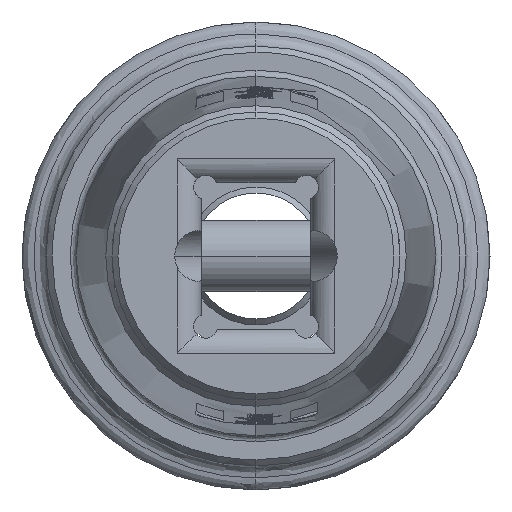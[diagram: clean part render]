
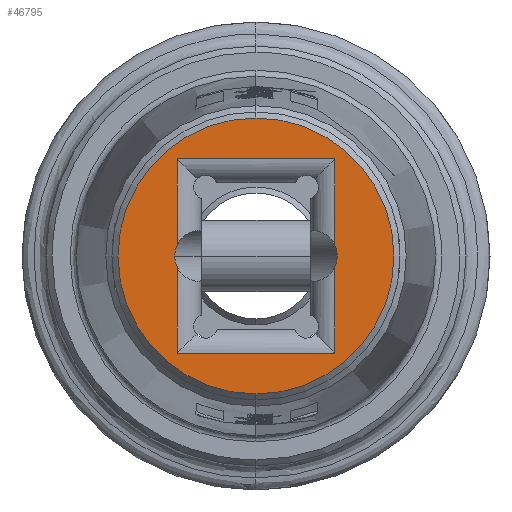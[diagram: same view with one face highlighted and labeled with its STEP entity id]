
A CAD part, front view. The second image highlights one B-rep face of the part: STEP entity #46795.
In plain terms, the highlighted planar face has unit normal (0, -1, 0).
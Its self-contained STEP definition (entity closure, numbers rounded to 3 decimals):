
#2 = CARTESIAN_POINT ( 'NONE',  ( 45.743, -31.311, -0.901 ) ) ;
#76 =( BOUNDED_CURVE ( )  B_SPLINE_CURVE ( 3, ( #25620, #51563, #43075, #17106 ),
 .UNSPECIFIED., .F., .T. ) 
 B_SPLINE_CURVE_WITH_KNOTS ( ( 4, 4 ),
 ( 2.773, 3.142 ),
 .UNSPECIFIED. ) 
 CURVE ( )  GEOMETRIC_REPRESENTATION_ITEM ( )  RATIONAL_B_SPLINE_CURVE ( ( 1., 0.989, 0.989, 1. ) ) 
 REPRESENTATION_ITEM ( '' )  );
#1781 = VERTEX_POINT ( 'NONE', #6537 ) ;
#2780 = EDGE_CURVE ( 'NONE', #9399, #19516, #19109, .T. ) ;
#2830 = EDGE_CURVE ( 'NONE', #19516, #9399, #7588, .T. ) ;
#2922 = ORIENTED_EDGE ( 'NONE', *, *, #18266, .F. ) ;
#3007 = VERTEX_POINT ( 'NONE', #52505 ) ;
#3817 = DIRECTION ( 'NONE',  ( 0., -1., 0. ) ) ;
#3826 = CARTESIAN_POINT ( 'NONE',  ( 45.743, -31.311, 0.901 ) ) ;
#4098 = LINE ( 'NONE', #30211, #14261 ) ;
#4264 = DIRECTION ( 'NONE',  ( -1., 0., 0. ) ) ;
#4375 = CARTESIAN_POINT ( 'NONE',  ( 39.168, -31.311, 0. ) ) ;
#4411 = DIRECTION ( 'NONE',  ( 0., 0., 1. ) ) ;
#4552 = VERTEX_POINT ( 'NONE', #34365 ) ;
#5992 = FACE_OUTER_BOUND ( 'NONE', #54486, .T. ) ;
#6537 = CARTESIAN_POINT ( 'NONE',  ( 45.743, -31.311, 0.901 ) ) ;
#6838 = DIRECTION ( 'NONE',  ( 0., 0., -1. ) ) ;
#7588 = CIRCLE ( 'NONE', #43054, 11.5 ) ;
#9399 = VERTEX_POINT ( 'NONE', #16262 ) ;
#10004 = CARTESIAN_POINT ( 'NONE',  ( 39.168, -31.311, 0. ) ) ;
#10112 = ORIENTED_EDGE ( 'NONE', *, *, #2830, .T. ) ;
#10300 = CARTESIAN_POINT ( 'NONE',  ( 43.743, -31.311, 8.09 ) ) ;
#11049 = LINE ( 'NONE', #16760, #44300 ) ;
#12216 = LINE ( 'NONE', #34721, #45429 ) ;
#13064 = VERTEX_POINT ( 'NONE', #26399 ) ;
#13459 = LINE ( 'NONE', #47903, #48029 ) ;
#14037 = VERTEX_POINT ( 'NONE', #49466 ) ;
#14261 = VECTOR ( 'NONE', #4264, 1000. ) ;
#14400 = DIRECTION ( 'NONE',  ( 0., 0., 1. ) ) ;
#14709 = DIRECTION ( 'NONE',  ( 1., 0., 0. ) ) ;
#15534 = CARTESIAN_POINT ( 'NONE',  ( 32.399, -31.311, 0. ) ) ;
#16262 = CARTESIAN_POINT ( 'NONE',  ( 39.168, -31.311, -11.5 ) ) ;
#16760 = CARTESIAN_POINT ( 'NONE',  ( 45.743, -31.311, -8.09 ) ) ;
#17106 = CARTESIAN_POINT ( 'NONE',  ( 32.399, -31.311, 0. ) ) ;
#17384 = ORIENTED_EDGE ( 'NONE', *, *, #52727, .T. ) ;
#17520 = ORIENTED_EDGE ( 'NONE', *, *, #36185, .T. ) ;
#17556 = FACE_BOUND ( 'NONE', #33002, .T. ) ;
#18266 = EDGE_CURVE ( 'NONE', #3007, #4552, #25282, .T. ) ;
#18922 = VECTOR ( 'NONE', #14709, 1000. ) ;
#19109 = CIRCLE ( 'NONE', #37240, 11.5 ) ;
#19137 = CARTESIAN_POINT ( 'NONE',  ( 32.399, -31.311, -0.309 ) ) ;
#19516 = VERTEX_POINT ( 'NONE', #54187 ) ;
#21421 = EDGE_CURVE ( 'NONE', #13064, #14037, #30415, .T. ) ;
#21572 = CARTESIAN_POINT ( 'NONE',  ( 32.593, -31.311, 0.901 ) ) ;
#21911 =( BOUNDED_CURVE ( )  B_SPLINE_CURVE ( 3, ( #25413, #51361, #29747, #3826 ),
 .UNSPECIFIED., .F., .F. ) 
 B_SPLINE_CURVE_WITH_KNOTS ( ( 4, 4 ),
 ( 2.773, 3.51 ),
 .UNSPECIFIED. ) 
 CURVE ( )  GEOMETRIC_REPRESENTATION_ITEM ( )  RATIONAL_B_SPLINE_CURVE ( ( 1., 0.955, 0.955, 1. ) ) 
 REPRESENTATION_ITEM ( '' )  );
#22143 = CARTESIAN_POINT ( 'NONE',  ( 32.593, -31.311, -8.09 ) ) ;
#22291 = CARTESIAN_POINT ( 'NONE',  ( 45.743, -31.311, -8.09 ) ) ;
#24232 = CARTESIAN_POINT ( 'NONE',  ( 32.593, -31.311, -0.901 ) ) ;
#24473 = EDGE_CURVE ( 'NONE', #28987, #39166, #11049, .T. ) ;
#25282 =( BOUNDED_CURVE ( )  B_SPLINE_CURVE ( 3, ( #15534, #19137, #50144, #24232 ),
 .UNSPECIFIED., .F., .F. ) 
 B_SPLINE_CURVE_WITH_KNOTS ( ( 4, 4 ),
 ( 3.142, 3.51 ),
 .UNSPECIFIED. ) 
 CURVE ( )  GEOMETRIC_REPRESENTATION_ITEM ( )  RATIONAL_B_SPLINE_CURVE ( ( 1., 0.989, 0.989, 1. ) ) 
 REPRESENTATION_ITEM ( '' )  );
#25413 = CARTESIAN_POINT ( 'NONE',  ( 45.743, -31.311, -0.901 ) ) ;
#25620 = CARTESIAN_POINT ( 'NONE',  ( 32.593, -31.311, 0.901 ) ) ;
#26270 = VERTEX_POINT ( 'NONE', #21572 ) ;
#26399 = CARTESIAN_POINT ( 'NONE',  ( 32.593, -31.311, 8.09 ) ) ;
#26961 = LINE ( 'NONE', #37181, #49974 ) ;
#28161 = DIRECTION ( 'NONE',  ( 0., -1., 0. ) ) ;
#28987 = VERTEX_POINT ( 'NONE', #2 ) ;
#29550 = CARTESIAN_POINT ( 'NONE',  ( 39.168, -31.311, 0. ) ) ;
#29747 = CARTESIAN_POINT ( 'NONE',  ( 46.005, -31.311, 0.314 ) ) ;
#30041 = AXIS2_PLACEMENT_3D ( 'NONE', #10004, #40367, #14400 ) ;
#30211 = CARTESIAN_POINT ( 'NONE',  ( 34.593, -31.311, -8.09 ) ) ;
#30415 = LINE ( 'NONE', #10300, #18922 ) ;
#32199 = VERTEX_POINT ( 'NONE', #22143 ) ;
#33002 = EDGE_LOOP ( 'NONE', ( #34275, #55136, #17520, #40401, #2922, #47218, #17384, #45124, #40050 ) ) ;
#34275 = ORIENTED_EDGE ( 'NONE', *, *, #34686, .F. ) ;
#34365 = CARTESIAN_POINT ( 'NONE',  ( 32.593, -31.311, -0.901 ) ) ;
#34517 = DIRECTION ( 'NONE',  ( 0., 0., 1. ) ) ;
#34686 = EDGE_CURVE ( 'NONE', #28987, #1781, #21911, .T. ) ;
#34721 = CARTESIAN_POINT ( 'NONE',  ( 32.593, -31.311, 8.09 ) ) ;
#36185 = EDGE_CURVE ( 'NONE', #39166, #32199, #4098, .T. ) ;
#37181 = CARTESIAN_POINT ( 'NONE',  ( 45.743, -31.311, 2.427 ) ) ;
#37240 = AXIS2_PLACEMENT_3D ( 'NONE', #29550, #3817, #34517 ) ;
#37735 = EDGE_CURVE ( 'NONE', #14037, #1781, #26961, .T. ) ;
#39166 = VERTEX_POINT ( 'NONE', #22291 ) ;
#40050 = ORIENTED_EDGE ( 'NONE', *, *, #37735, .T. ) ;
#40367 = DIRECTION ( 'NONE',  ( 0., -1., 0. ) ) ;
#40401 = ORIENTED_EDGE ( 'NONE', *, *, #55938, .T. ) ;
#42721 = DIRECTION ( 'NONE',  ( 0., 0., -1. ) ) ;
#43054 = AXIS2_PLACEMENT_3D ( 'NONE', #4375, #28161, #50961 ) ;
#43075 = CARTESIAN_POINT ( 'NONE',  ( 32.399, -31.311, 0.309 ) ) ;
#44300 = VECTOR ( 'NONE', #42721, 1000. ) ;
#45124 = ORIENTED_EDGE ( 'NONE', *, *, #21421, .T. ) ;
#45429 = VECTOR ( 'NONE', #4411, 1000. ) ;
#46795 = ADVANCED_FACE ( 'NONE', ( #5992, #17556 ), #48829, .T. ) ;
#46932 = ORIENTED_EDGE ( 'NONE', *, *, #2780, .T. ) ;
#47218 = ORIENTED_EDGE ( 'NONE', *, *, #51552, .F. ) ;
#47903 = CARTESIAN_POINT ( 'NONE',  ( 32.593, -31.311, -2.427 ) ) ;
#48029 = VECTOR ( 'NONE', #52252, 1000. ) ;
#48829 = PLANE ( 'NONE',  #30041 ) ;
#49466 = CARTESIAN_POINT ( 'NONE',  ( 45.743, -31.311, 8.09 ) ) ;
#49974 = VECTOR ( 'NONE', #6838, 1000. ) ;
#50144 = CARTESIAN_POINT ( 'NONE',  ( 32.464, -31.311, -0.613 ) ) ;
#50961 = DIRECTION ( 'NONE',  ( 0., 0., 1. ) ) ;
#51361 = CARTESIAN_POINT ( 'NONE',  ( 46.005, -31.311, -0.314 ) ) ;
#51552 = EDGE_CURVE ( 'NONE', #26270, #3007, #76, .T. ) ;
#51563 = CARTESIAN_POINT ( 'NONE',  ( 32.464, -31.311, 0.613 ) ) ;
#52252 = DIRECTION ( 'NONE',  ( 0., 0., 1. ) ) ;
#52505 = CARTESIAN_POINT ( 'NONE',  ( 32.399, -31.311, 0. ) ) ;
#52727 = EDGE_CURVE ( 'NONE', #26270, #13064, #12216, .T. ) ;
#54187 = CARTESIAN_POINT ( 'NONE',  ( 39.168, -31.311, 11.5 ) ) ;
#54486 = EDGE_LOOP ( 'NONE', ( #46932, #10112 ) ) ;
#55136 = ORIENTED_EDGE ( 'NONE', *, *, #24473, .T. ) ;
#55938 = EDGE_CURVE ( 'NONE', #32199, #4552, #13459, .T. ) ;
